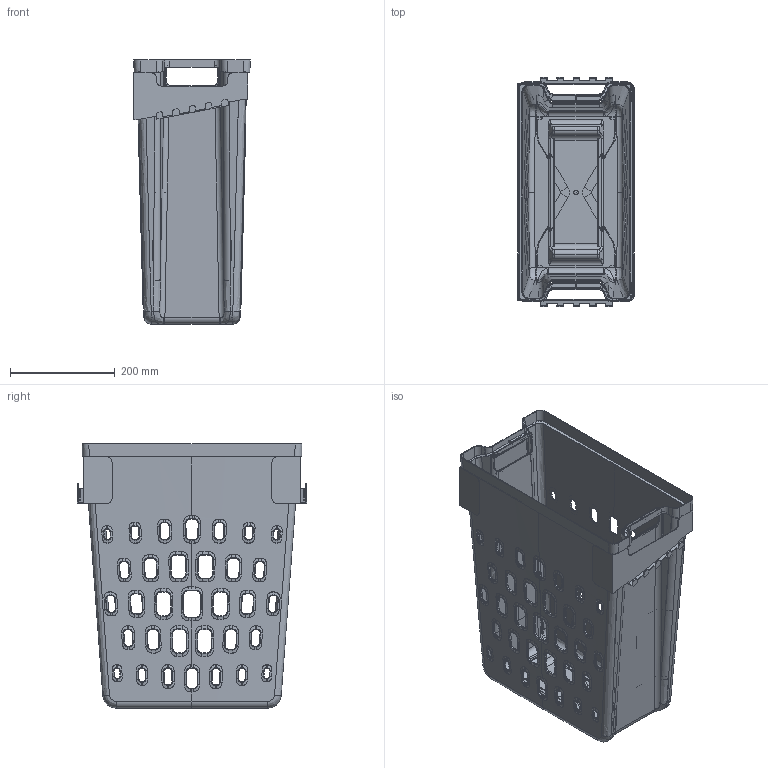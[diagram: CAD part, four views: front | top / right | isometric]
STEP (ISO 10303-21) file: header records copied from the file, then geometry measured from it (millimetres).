
FILE_DESCRIPTION(/* description */ (''),/* implementation_level */ '2;1');
FILE_NAME(/* name */ 'LAB1RIB-10 Laundry Boy 500 - 40 L_Shrinkwrap_3.stp',/* time_stamp */ '2020-09-25T10:08:35+02:00',/* author */ ('schreia'),/* organization */ (''),/* preprocessor_version */ 'ST-DEVELOPER v17.2',/* originating_system */ 'Autodesk Inventor 2019',/* authorisation */ '');
FILE_SCHEMA (('AUTOMOTIVE_DESIGN { 1 0 10303 214 3 1 1 }'));
Products named in the file (1): LAB1RIB-10 Laundry Boy 500 - 40 L_Shrinkwrap_3
Bounding box: 221.87 x 436.72 x 503 mm (x, y, z)
Surface area: 1305124 mm2 (no closed solid volume)
Topology: 0 solids, 3 shells, 2139 faces, 5911 edges, 3783 vertices
Faces by surface type: bspline 886, plane 545, cone 352, cylinder 324, torus 30, sphere 2
Entity records: 233897 total; most frequent: CARTESIAN_POINT 184448, ORIENTED_EDGE 11654, DIRECTION 7699, EDGE_CURVE 5889, VERTEX_POINT 3786, AXIS2_PLACEMENT_3D 2946, EDGE_LOOP 2327, FACE_OUTER_BOUND 2139
